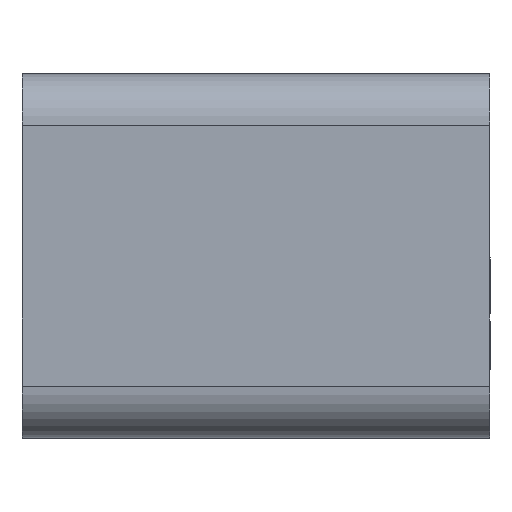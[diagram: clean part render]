
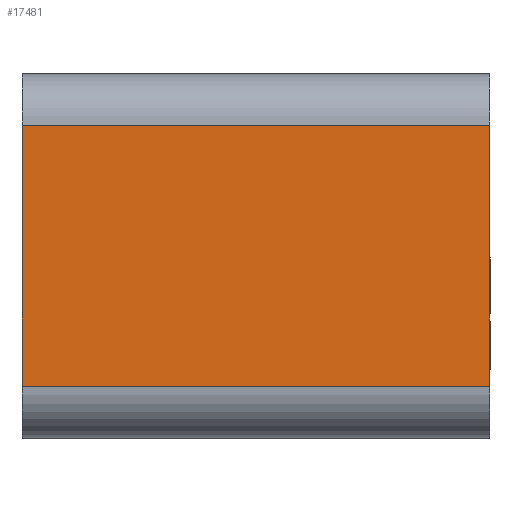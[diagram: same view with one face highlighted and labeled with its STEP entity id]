
A CAD part, top view. The second image highlights one B-rep face of the part: STEP entity #17481.
In plain terms, the highlighted planar face has unit normal (0, 0, 1).
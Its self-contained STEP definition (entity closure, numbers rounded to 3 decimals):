
#368 = DIRECTION ( 'NONE',  ( -1., 0., 0. ) ) ;
#812 = VERTEX_POINT ( 'NONE', #17425 ) ;
#2849 = EDGE_CURVE ( 'NONE', #6095, #4828, #35391, .T. ) ;
#3493 = ORIENTED_EDGE ( 'NONE', *, *, #26212, .T. ) ;
#4828 = VERTEX_POINT ( 'NONE', #9125 ) ;
#5039 = CARTESIAN_POINT ( 'NONE',  ( 9.06, 7.05, 17.5 ) ) ;
#5231 = LINE ( 'NONE', #5039, #6900 ) ;
#6012 = LINE ( 'NONE', #26543, #24892 ) ;
#6095 = VERTEX_POINT ( 'NONE', #32274 ) ;
#6900 = VECTOR ( 'NONE', #16497, 1000. ) ;
#6956 = AXIS2_PLACEMENT_3D ( 'NONE', #14721, #33481, #27398 ) ;
#9125 = CARTESIAN_POINT ( 'NONE',  ( 9.06, -5.05, 17.5 ) ) ;
#9188 = EDGE_CURVE ( 'NONE', #4828, #16060, #5231, .T. ) ;
#10704 = EDGE_CURVE ( 'NONE', #6095, #812, #18955, .T. ) ;
#13244 = ORIENTED_EDGE ( 'NONE', *, *, #2849, .T. ) ;
#14344 = CARTESIAN_POINT ( 'NONE',  ( 9.06, 5.05, 17.5 ) ) ;
#14345 = CARTESIAN_POINT ( 'NONE',  ( 9.06, -5.05, 17.5 ) ) ;
#14721 = CARTESIAN_POINT ( 'NONE',  ( 9.06, 7.05, 17.5 ) ) ;
#15966 = ORIENTED_EDGE ( 'NONE', *, *, #9188, .T. ) ;
#16060 = VERTEX_POINT ( 'NONE', #14344 ) ;
#16110 = DIRECTION ( 'NONE',  ( 0., 1., 0. ) ) ;
#16497 = DIRECTION ( 'NONE',  ( 0., 1., 0. ) ) ;
#17425 = CARTESIAN_POINT ( 'NONE',  ( -9.06, 5.05, 17.5 ) ) ;
#17481 = ADVANCED_FACE ( 'NONE', ( #29143 ), #35609, .T. ) ;
#18955 = LINE ( 'NONE', #30663, #26125 ) ;
#19501 = EDGE_LOOP ( 'NONE', ( #15966, #3493, #23489, #13244 ) ) ;
#21067 = VECTOR ( 'NONE', #29685, 1000. ) ;
#23489 = ORIENTED_EDGE ( 'NONE', *, *, #10704, .F. ) ;
#24892 = VECTOR ( 'NONE', #368, 1000. ) ;
#26125 = VECTOR ( 'NONE', #16110, 1000. ) ;
#26212 = EDGE_CURVE ( 'NONE', #16060, #812, #6012, .T. ) ;
#26543 = CARTESIAN_POINT ( 'NONE',  ( 9.06, 5.05, 17.5 ) ) ;
#27398 = DIRECTION ( 'NONE',  ( 1., 0., 0. ) ) ;
#29143 = FACE_OUTER_BOUND ( 'NONE', #19501, .T. ) ;
#29685 = DIRECTION ( 'NONE',  ( 1., 0., 0. ) ) ;
#30663 = CARTESIAN_POINT ( 'NONE',  ( -9.06, 7.05, 17.5 ) ) ;
#32274 = CARTESIAN_POINT ( 'NONE',  ( -9.06, -5.05, 17.5 ) ) ;
#33481 = DIRECTION ( 'NONE',  ( 0., 0., 1. ) ) ;
#35391 = LINE ( 'NONE', #14345, #21067 ) ;
#35609 = PLANE ( 'NONE',  #6956 ) ;
